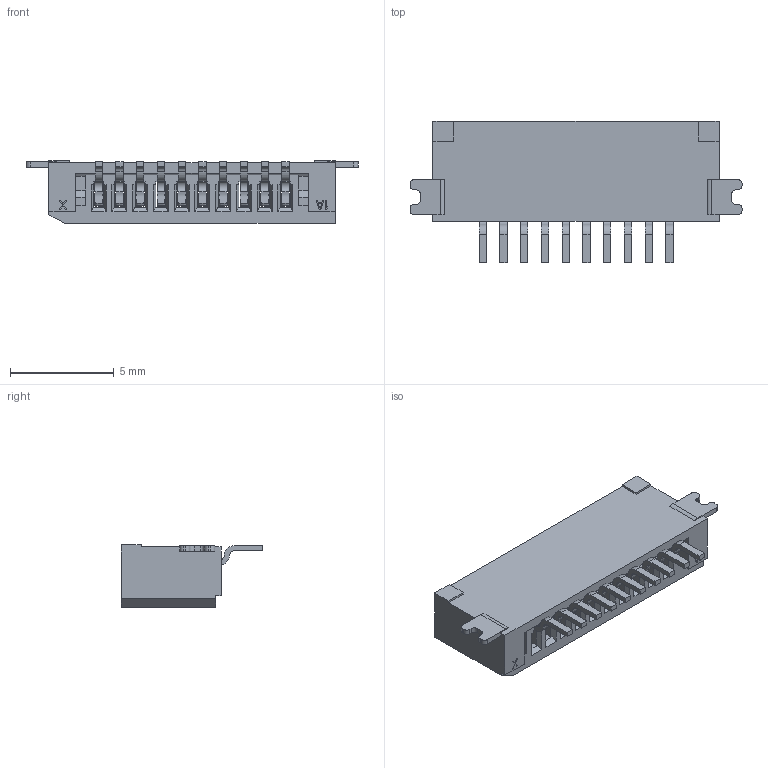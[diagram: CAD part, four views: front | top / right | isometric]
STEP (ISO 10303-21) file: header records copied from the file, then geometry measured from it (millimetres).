
FILE_DESCRIPTION (( 'STEP AP214' ), '1' );
FILE_NAME ('F519-1A7A1-11010-E200.STEP', '2021-01-05T09:51:20', ( '' ), ( '' ), 'SwSTEP 2.0', 'SolidWorks 2020', '' );
FILE_SCHEMA (( 'AUTOMOTIVE_DESIGN' ));
Length unit declared in the file: millimetre
Products named in the file (1): F519-1A7A1-11010-E200
Bounding box: 16 x 6.8 x 3 mm (x, y, z)
Volume: 146.8 mm3; surface area: 504.2 mm2
Topology: 1 solids, 3 shells, 843 faces, 2280 edges, 1471 vertices
Faces by surface type: plane 537, cylinder 211, torus 60, bspline 35
Entity records: 28475 total; most frequent: CARTESIAN_POINT 7397, ORIENTED_EDGE 4560, DIRECTION 4133, EDGE_CURVE 2280, LINE 1595, VECTOR 1595, VERTEX_POINT 1471, AXIS2_PLACEMENT_3D 1269
